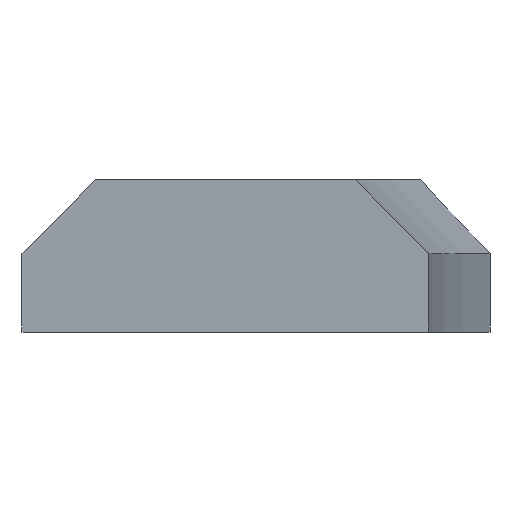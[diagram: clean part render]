
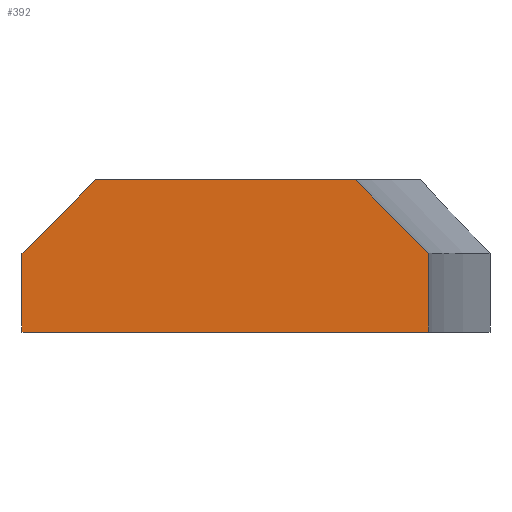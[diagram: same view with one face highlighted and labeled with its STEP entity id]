
A CAD part, front view. The second image highlights one B-rep face of the part: STEP entity #392.
In plain terms, the highlighted planar face has unit normal (0, -1, 0).
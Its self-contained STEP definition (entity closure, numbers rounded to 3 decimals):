
#22=PLANE('',#438);
#44=FACE_OUTER_BOUND('',#64,.T.);
#64=EDGE_LOOP('',(#358,#359,#360,#361,#362,#363));
#112=LINE('',#2417,#130);
#114=LINE('',#2737,#132);
#116=LINE('',#2744,#134);
#119=LINE('',#2751,#137);
#120=LINE('',#2754,#138);
#122=LINE('',#2759,#140);
#130=VECTOR('',#485,10.);
#132=VECTOR('',#493,10.);
#134=VECTOR('',#501,10.);
#137=VECTOR('',#508,10.);
#138=VECTOR('',#511,10.);
#140=VECTOR('',#517,10.);
#171=VERTEX_POINT('',#2414);
#172=VERTEX_POINT('',#2416);
#176=VERTEX_POINT('',#2735);
#177=VERTEX_POINT('',#2736);
#181=VERTEX_POINT('',#2749);
#182=VERTEX_POINT('',#2753);
#223=EDGE_CURVE('',#171,#172,#112,.T.);
#230=EDGE_CURVE('',#176,#177,#114,.T.);
#234=EDGE_CURVE('',#172,#177,#116,.T.);
#238=EDGE_CURVE('',#181,#171,#119,.T.);
#239=EDGE_CURVE('',#182,#181,#120,.T.);
#242=EDGE_CURVE('',#182,#176,#122,.T.);
#358=ORIENTED_EDGE('',*,*,#242,.T.);
#359=ORIENTED_EDGE('',*,*,#230,.T.);
#360=ORIENTED_EDGE('',*,*,#234,.F.);
#361=ORIENTED_EDGE('',*,*,#223,.F.);
#362=ORIENTED_EDGE('',*,*,#238,.F.);
#363=ORIENTED_EDGE('',*,*,#239,.F.);
#392=ADVANCED_FACE('',(#44),#22,.T.);
#438=AXIS2_PLACEMENT_3D('',#2762,#521,#522);
#485=DIRECTION('',(1.,0.,0.));
#493=DIRECTION('',(0.,0.,1.));
#501=DIRECTION('',(0.707,0.,-0.707));
#508=DIRECTION('',(0.707,0.,0.707));
#511=DIRECTION('',(0.,0.,1.));
#517=DIRECTION('',(1.,0.,0.));
#521=DIRECTION('center_axis',(0.,-1.,0.));
#522=DIRECTION('ref_axis',(1.,0.,0.));
#2414=CARTESIAN_POINT('',(-38.043,-2.839,-2.013));
#2416=CARTESIAN_POINT('',(-31.843,-2.839,-2.013));
#2417=CARTESIAN_POINT('',(-38.043,-2.839,-2.013));
#2735=CARTESIAN_POINT('',(-30.093,-2.839,-5.645));
#2736=CARTESIAN_POINT('',(-30.093,-2.839,-3.763));
#2737=CARTESIAN_POINT('',(-30.093,-2.839,-5.645));
#2744=CARTESIAN_POINT('',(-31.843,-2.839,-2.013));
#2749=CARTESIAN_POINT('',(-39.793,-2.839,-3.763));
#2751=CARTESIAN_POINT('',(-39.793,-2.839,-3.763));
#2753=CARTESIAN_POINT('',(-39.793,-2.839,-5.645));
#2754=CARTESIAN_POINT('',(-39.793,-2.839,-5.645));
#2759=CARTESIAN_POINT('',(-39.793,-2.839,-5.645));
#2762=CARTESIAN_POINT('Origin',(-34.943,-2.839,-3.829));
